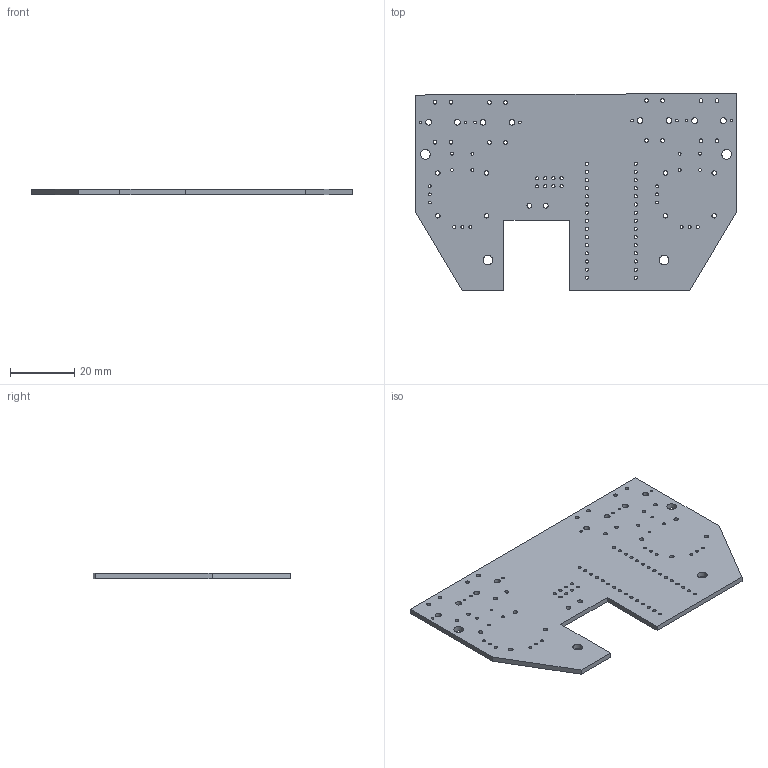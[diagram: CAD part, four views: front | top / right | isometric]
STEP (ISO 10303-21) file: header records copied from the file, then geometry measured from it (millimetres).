
FILE_DESCRIPTION(('KiCad electronic assembly'),'2;1');
FILE_NAME('RemoteController001.step','2023-02-06T12:52:54',('Pcbnew'),( 'Kicad'),'Open CASCADE STEP processor 7.6','KiCad to STEP converter' ,'Unknown');
FILE_SCHEMA(('AUTOMOTIVE_DESIGN { 1 0 10303 214 1 1 1 1 }'));
Length unit declared in the file: millimetre
Products named in the file (2): RemoteController001 1; RemoteController001 PCB
Assembly tree (1 placements, depth 2):
  RemoteController001 1
    RemoteController001 PCB
Bounding box: 100 x 61.5 x 1.6 mm (x, y, z)
Volume: 8303.6 mm3; surface area: 11545.8 mm2
Topology: 1 solids, 1 shells, 116 faces, 342 edges, 228 vertices
Faces by surface type: cylinder 104, plane 12
Full cylindrical faces by diameter (mm): 0.8 x8, 0.889 x12, 0.9 x8, 1 x38, 1.2 x16, 1.397 x8, 1.52 x2, 1.8 x8, 3 x4
Entity records: 8903 total; most frequent: DIRECTION 1470, CARTESIAN_POINT 1372, ORIENTED_EDGE 684, PCURVE 684, DEFINITIONAL_REPRESENTATION 684, LINE 610, VECTOR 610, CIRCLE 416
